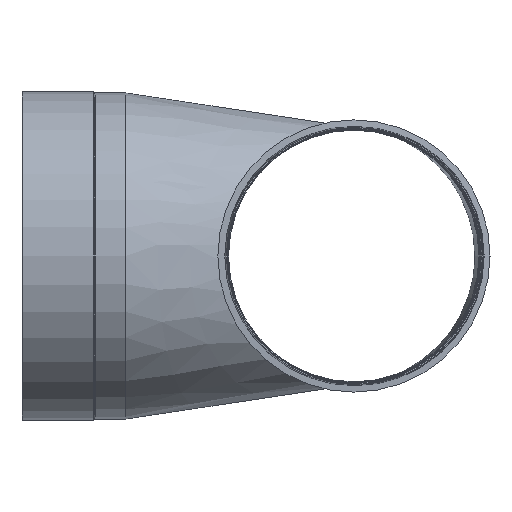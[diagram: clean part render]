
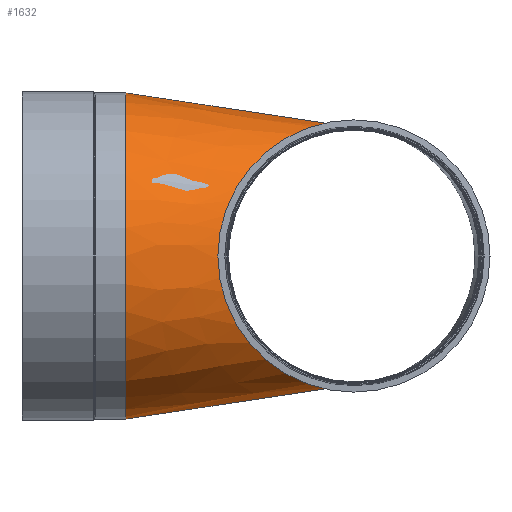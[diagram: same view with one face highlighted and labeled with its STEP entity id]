
A CAD part, left-side view. The second image highlights one B-rep face of the part: STEP entity #1632.
In plain terms, the highlighted free-form (B-spline) face has degree [3, 3] with [17, 4] control points.
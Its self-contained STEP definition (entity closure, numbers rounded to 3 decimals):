
#291=ELLIPSE('',#1777,175.161,126.);
#300=CIRCLE('',#1776,158.5);
#423=B_SPLINE_SURFACE_WITH_KNOTS('',3,3,((#2800,#2801,#2802,#2803),(#2804,
#2805,#2806,#2807),(#2808,#2809,#2810,#2811),(#2812,#2813,#2814,#2815),
(#2816,#2817,#2818,#2819),(#2820,#2821,#2822,#2823),(#2824,#2825,#2826,
#2827),(#2828,#2829,#2830,#2831),(#2832,#2833,#2834,#2835),(#2836,#2837,
#2838,#2839),(#2840,#2841,#2842,#2843),(#2844,#2845,#2846,#2847),(#2848,
#2849,#2850,#2851),(#2852,#2853,#2854,#2855),(#2856,#2857,#2858,#2859),
(#2860,#2861,#2862,#2863),(#2864,#2865,#2866,#2867)),.UNSPECIFIED.,.F.,
 .F.,.F.,(4,1,1,1,1,1,1,1,1,1,1,1,1,1,4),(4,4),(0.,0.071,0.143,
0.214,0.286,0.357,0.429,
0.524,0.571,0.619,0.714,
0.786,0.857,0.929,1.),(0.,1.),
 .UNSPECIFIED.);
#579=FACE_OUTER_BOUND('',#717,.T.);
#717=EDGE_LOOP('',(#1311,#1312,#1313,#1314));
#986=LINE('',#2603,#996);
#988=LINE('',#2626,#998);
#996=VECTOR('',#2049,216.454);
#998=VECTOR('',#2053,216.454);
#1006=VERTEX_POINT('',#2601);
#1007=VERTEX_POINT('',#2602);
#1010=VERTEX_POINT('',#2624);
#1011=VERTEX_POINT('',#2625);
#1146=EDGE_CURVE('',#1006,#1007,#986,.T.);
#1150=EDGE_CURVE('',#1010,#1011,#988,.T.);
#1156=EDGE_CURVE('',#1010,#1006,#300,.T.);
#1157=EDGE_CURVE('',#1011,#1007,#291,.T.);
#1311=ORIENTED_EDGE('',*,*,#1156,.F.);
#1312=ORIENTED_EDGE('',*,*,#1150,.T.);
#1313=ORIENTED_EDGE('',*,*,#1157,.T.);
#1314=ORIENTED_EDGE('',*,*,#1146,.F.);
#1632=ADVANCED_FACE('',(#579),#423,.F.);
#1776=AXIS2_PLACEMENT_3D('',#2868,#2055,#2056);
#1777=AXIS2_PLACEMENT_3D('',#2869,#2057,#2058);
#2049=DIRECTION('',(0.,-0.989,-0.15));
#2053=DIRECTION('',(0.,-0.989,0.15));
#2055=DIRECTION('center_axis',(0.,1.,0.));
#2056=DIRECTION('ref_axis',(0.,0.,-1.));
#2057=DIRECTION('center_axis',(0.695,0.719,0.));
#2058=DIRECTION('ref_axis',(-0.719,0.695,0.));
#2601=CARTESIAN_POINT('',(0.,214.,158.5));
#2602=CARTESIAN_POINT('',(0.,0.,126.));
#2603=CARTESIAN_POINT('',(0.,214.,158.5));
#2624=CARTESIAN_POINT('',(0.,214.,-158.5));
#2625=CARTESIAN_POINT('',(0.,0.,-126.));
#2626=CARTESIAN_POINT('',(0.,214.,-158.5));
#2800=CARTESIAN_POINT('Ctrl Pts',(0.,214.,-158.5));
#2801=CARTESIAN_POINT('Ctrl Pts',(0.,142.667,
-147.667));
#2802=CARTESIAN_POINT('Ctrl Pts',(0.,71.333,
-136.833));
#2803=CARTESIAN_POINT('Ctrl Pts',(0.,0.,
-126.));
#2804=CARTESIAN_POINT('Ctrl Pts',(-11.856,214.,-158.5));
#2805=CARTESIAN_POINT('Ctrl Pts',(-11.045,145.7,-147.667));
#2806=CARTESIAN_POINT('Ctrl Pts',(-10.235,77.401,-136.833));
#2807=CARTESIAN_POINT('Ctrl Pts',(-9.425,9.101,-126.));
#2808=CARTESIAN_POINT('Ctrl Pts',(-35.567,214.,-155.829));
#2809=CARTESIAN_POINT('Ctrl Pts',(-33.136,151.768,-145.178));
#2810=CARTESIAN_POINT('Ctrl Pts',(-30.705,89.536,-134.527));
#2811=CARTESIAN_POINT('Ctrl Pts',(-28.274,27.304,-123.876));
#2812=CARTESIAN_POINT('Ctrl Pts',(-69.351,214.,-144.008));
#2813=CARTESIAN_POINT('Ctrl Pts',(-64.611,160.413,-134.165));
#2814=CARTESIAN_POINT('Ctrl Pts',(-59.871,106.826,-124.322));
#2815=CARTESIAN_POINT('Ctrl Pts',(-55.131,53.239,-114.48));
#2816=CARTESIAN_POINT('Ctrl Pts',(-99.655,214.,-124.964));
#2817=CARTESIAN_POINT('Ctrl Pts',(-92.844,168.168,-116.423));
#2818=CARTESIAN_POINT('Ctrl Pts',(-86.033,122.335,-107.882));
#2819=CARTESIAN_POINT('Ctrl Pts',(-79.221,76.503,-99.341));
#2820=CARTESIAN_POINT('Ctrl Pts',(-124.966,214.,-99.656));
#2821=CARTESIAN_POINT('Ctrl Pts',(-116.425,174.645,-92.845));
#2822=CARTESIAN_POINT('Ctrl Pts',(-107.883,135.289,-86.033));
#2823=CARTESIAN_POINT('Ctrl Pts',(-99.342,95.933,-79.222));
#2824=CARTESIAN_POINT('Ctrl Pts',(-144.005,214.,-69.35));
#2825=CARTESIAN_POINT('Ctrl Pts',(-134.162,179.517,-64.61));
#2826=CARTESIAN_POINT('Ctrl Pts',(-124.32,145.033,-59.87));
#2827=CARTESIAN_POINT('Ctrl Pts',(-114.477,110.549,-55.13));
#2828=CARTESIAN_POINT('Ctrl Pts',(-157.148,214.,-31.814));
#2829=CARTESIAN_POINT('Ctrl Pts',(-146.407,182.879,-29.639));
#2830=CARTESIAN_POINT('Ctrl Pts',(-135.666,151.759,-27.465));
#2831=CARTESIAN_POINT('Ctrl Pts',(-124.925,120.639,-25.29));
#2832=CARTESIAN_POINT('Ctrl Pts',(-159.837,214.,4.052));
#2833=CARTESIAN_POINT('Ctrl Pts',(-148.912,183.568,3.775));
#2834=CARTESIAN_POINT('Ctrl Pts',(-137.988,153.135,3.498));
#2835=CARTESIAN_POINT('Ctrl Pts',(-127.063,122.703,3.221));
#2836=CARTESIAN_POINT('Ctrl Pts',(-155.1,214.,35.401));
#2837=CARTESIAN_POINT('Ctrl Pts',(-144.499,182.355,32.981));
#2838=CARTESIAN_POINT('Ctrl Pts',(-133.898,150.712,30.561));
#2839=CARTESIAN_POINT('Ctrl Pts',(-123.297,119.067,28.142));
#2840=CARTESIAN_POINT('Ctrl Pts',(-145.766,214.,65.7));
#2841=CARTESIAN_POINT('Ctrl Pts',(-135.803,179.967,61.21));
#2842=CARTESIAN_POINT('Ctrl Pts',(-125.84,145.934,56.719));
#2843=CARTESIAN_POINT('Ctrl Pts',(-115.877,111.901,52.229));
#2844=CARTESIAN_POINT('Ctrl Pts',(-127.782,214.,96.847));
#2845=CARTESIAN_POINT('Ctrl Pts',(-119.048,175.365,90.228));
#2846=CARTESIAN_POINT('Ctrl Pts',(-110.314,136.73,83.608));
#2847=CARTESIAN_POINT('Ctrl Pts',(-101.58,98.095,76.989));
#2848=CARTESIAN_POINT('Ctrl Pts',(-99.654,214.,124.964));
#2849=CARTESIAN_POINT('Ctrl Pts',(-92.843,168.167,116.422));
#2850=CARTESIAN_POINT('Ctrl Pts',(-86.032,122.335,107.881));
#2851=CARTESIAN_POINT('Ctrl Pts',(-79.22,76.502,99.34));
#2852=CARTESIAN_POINT('Ctrl Pts',(-69.351,214.,144.008));
#2853=CARTESIAN_POINT('Ctrl Pts',(-64.611,160.413,134.165));
#2854=CARTESIAN_POINT('Ctrl Pts',(-59.871,106.826,124.322));
#2855=CARTESIAN_POINT('Ctrl Pts',(-55.131,53.239,114.479));
#2856=CARTESIAN_POINT('Ctrl Pts',(-35.566,214.,155.828));
#2857=CARTESIAN_POINT('Ctrl Pts',(-33.135,151.768,145.178));
#2858=CARTESIAN_POINT('Ctrl Pts',(-30.704,89.536,134.527));
#2859=CARTESIAN_POINT('Ctrl Pts',(-28.274,27.303,123.876));
#2860=CARTESIAN_POINT('Ctrl Pts',(-11.856,214.,158.5));
#2861=CARTESIAN_POINT('Ctrl Pts',(-11.045,145.701,147.667));
#2862=CARTESIAN_POINT('Ctrl Pts',(-10.235,77.401,136.833));
#2863=CARTESIAN_POINT('Ctrl Pts',(-9.425,9.101,126.));
#2864=CARTESIAN_POINT('Ctrl Pts',(0.,214.,158.5));
#2865=CARTESIAN_POINT('Ctrl Pts',(0.,142.667,
147.667));
#2866=CARTESIAN_POINT('Ctrl Pts',(0.,71.333,
136.833));
#2867=CARTESIAN_POINT('Ctrl Pts',(0.,0.,
126.));
#2868=CARTESIAN_POINT('Origin',(0.,214.,0.));
#2869=CARTESIAN_POINT('Origin',(0.,0.,0.));
